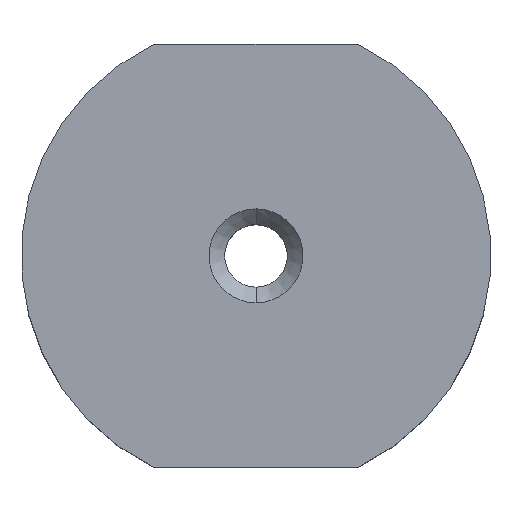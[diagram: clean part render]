
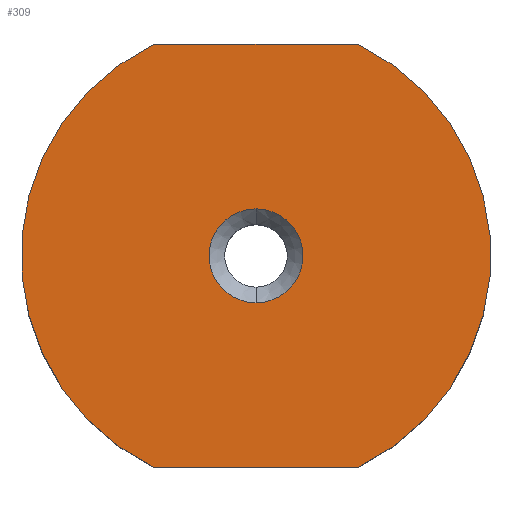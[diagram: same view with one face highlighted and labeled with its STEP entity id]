
A CAD part, top view. The second image highlights one B-rep face of the part: STEP entity #309.
In plain terms, the highlighted planar face has unit normal (0, 0, 1).
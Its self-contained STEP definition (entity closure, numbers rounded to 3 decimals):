
#10 = CARTESIAN_POINT ( 'NONE',  ( -6.538, 13.5, 0. ) ) ;
#12 = AXIS2_PLACEMENT_3D ( 'NONE', #35, #801, #547 ) ;
#24 = CIRCLE ( 'NONE', #12, 3. ) ;
#35 = CARTESIAN_POINT ( 'NONE',  ( 0., 0., 0. ) ) ;
#87 = VERTEX_POINT ( 'NONE', #10 ) ;
#94 = CARTESIAN_POINT ( 'NONE',  ( 0., 0., 0. ) ) ;
#109 = VERTEX_POINT ( 'NONE', #325 ) ;
#113 = AXIS2_PLACEMENT_3D ( 'NONE', #141, #574, #643 ) ;
#114 = DIRECTION ( 'NONE',  ( 0., -1., 0. ) ) ;
#119 = EDGE_CURVE ( 'NONE', #87, #513, #394, .T. ) ;
#141 = CARTESIAN_POINT ( 'NONE',  ( 0., 0., 0. ) ) ;
#160 = PLANE ( 'NONE',  #242 ) ;
#207 = EDGE_CURVE ( 'NONE', #670, #87, #793, .T. ) ;
#213 = VERTEX_POINT ( 'NONE', #222 ) ;
#219 = DIRECTION ( 'NONE',  ( 0., -1., 0. ) ) ;
#222 = CARTESIAN_POINT ( 'NONE',  ( 0., 3., 0. ) ) ;
#238 = ORIENTED_EDGE ( 'NONE', *, *, #564, .F. ) ;
#242 = AXIS2_PLACEMENT_3D ( 'NONE', #729, #735, #114 ) ;
#292 = CARTESIAN_POINT ( 'NONE',  ( 0., -3., 0. ) ) ;
#294 = VERTEX_POINT ( 'NONE', #292 ) ;
#302 = EDGE_LOOP ( 'NONE', ( #492, #337 ) ) ;
#309 = ADVANCED_FACE ( 'NONE', ( #571, #750 ), #160, .T. ) ;
#325 = CARTESIAN_POINT ( 'NONE',  ( 6.538, -13.5, 0. ) ) ;
#337 = ORIENTED_EDGE ( 'NONE', *, *, #777, .T. ) ;
#344 = DIRECTION ( 'NONE',  ( 1., 0., 0. ) ) ;
#394 = LINE ( 'NONE', #518, #441 ) ;
#418 = CARTESIAN_POINT ( 'NONE',  ( -15., -13.5, 0. ) ) ;
#439 = CIRCLE ( 'NONE', #739, 3. ) ;
#441 = VECTOR ( 'NONE', #701, 1000. ) ;
#442 = ORIENTED_EDGE ( 'NONE', *, *, #736, .T. ) ;
#466 = DIRECTION ( 'NONE',  ( 0., 0., -1. ) ) ;
#472 = DIRECTION ( 'NONE',  ( 0., 0., -1. ) ) ;
#489 = VECTOR ( 'NONE', #344, 1000. ) ;
#490 = CIRCLE ( 'NONE', #113, 15. ) ;
#492 = ORIENTED_EDGE ( 'NONE', *, *, #635, .T. ) ;
#513 = VERTEX_POINT ( 'NONE', #686 ) ;
#518 = CARTESIAN_POINT ( 'NONE',  ( -15., 13.5, 0. ) ) ;
#547 = DIRECTION ( 'NONE',  ( 0., -1., 0. ) ) ;
#564 = EDGE_CURVE ( 'NONE', #513, #109, #490, .T. ) ;
#571 = FACE_BOUND ( 'NONE', #302, .T. ) ;
#574 = DIRECTION ( 'NONE',  ( 0., 0., -1. ) ) ;
#576 = AXIS2_PLACEMENT_3D ( 'NONE', #94, #466, #716 ) ;
#635 = EDGE_CURVE ( 'NONE', #294, #213, #439, .T. ) ;
#643 = DIRECTION ( 'NONE',  ( 0., 1., 0. ) ) ;
#650 = CARTESIAN_POINT ( 'NONE',  ( 0., 0., 0. ) ) ;
#670 = VERTEX_POINT ( 'NONE', #707 ) ;
#676 = LINE ( 'NONE', #418, #489 ) ;
#686 = CARTESIAN_POINT ( 'NONE',  ( 6.538, 13.5, 0. ) ) ;
#701 = DIRECTION ( 'NONE',  ( 1., 0., 0. ) ) ;
#707 = CARTESIAN_POINT ( 'NONE',  ( -6.538, -13.5, 0. ) ) ;
#708 = EDGE_LOOP ( 'NONE', ( #442, #238, #741, #772 ) ) ;
#716 = DIRECTION ( 'NONE',  ( 0., 1., 0. ) ) ;
#729 = CARTESIAN_POINT ( 'NONE',  ( 0., 15., 0. ) ) ;
#735 = DIRECTION ( 'NONE',  ( 0., 0., 1. ) ) ;
#736 = EDGE_CURVE ( 'NONE', #670, #109, #676, .T. ) ;
#739 = AXIS2_PLACEMENT_3D ( 'NONE', #650, #472, #219 ) ;
#741 = ORIENTED_EDGE ( 'NONE', *, *, #119, .F. ) ;
#750 = FACE_OUTER_BOUND ( 'NONE', #708, .T. ) ;
#772 = ORIENTED_EDGE ( 'NONE', *, *, #207, .F. ) ;
#777 = EDGE_CURVE ( 'NONE', #213, #294, #24, .T. ) ;
#793 = CIRCLE ( 'NONE', #576, 15. ) ;
#801 = DIRECTION ( 'NONE',  ( 0., 0., -1. ) ) ;
